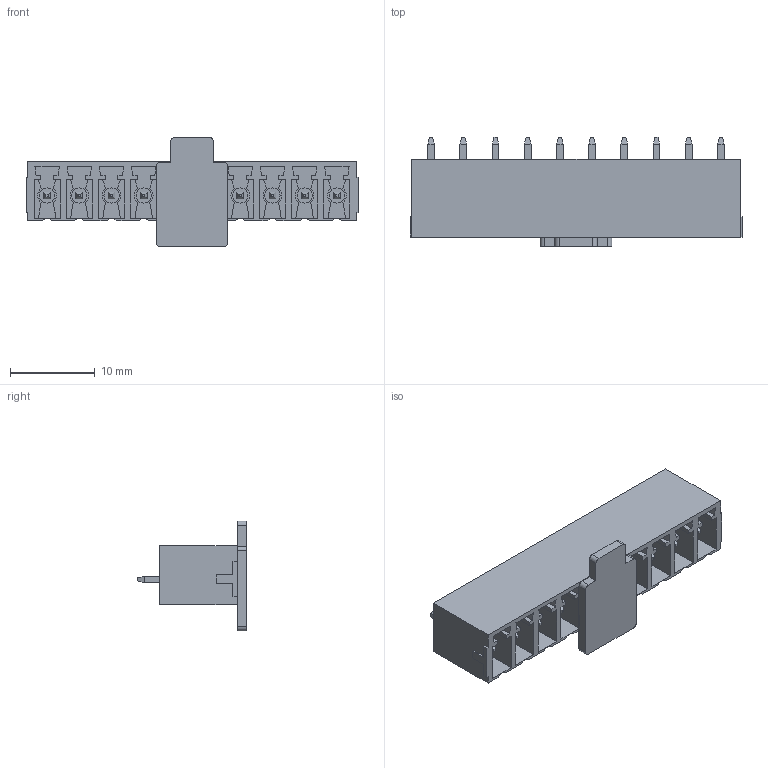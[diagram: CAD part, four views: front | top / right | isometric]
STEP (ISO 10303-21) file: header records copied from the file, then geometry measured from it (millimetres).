
FILE_DESCRIPTION(/* description */ ('Unknown'),/* implementation_level */ '2;1');
FILE_NAME(/* name */ '691701310010B',/* time_stamp */ '2024-12-12T15:05:38+01:00',/* author */ ('Unknown'),/* organization */ ('Unknown'),/* preprocessor_version */ 'ST-DEVELOPER v19.4',/* originating_system */ 'Solid Edge',/* authorisation */ 'Unknown');
FILE_SCHEMA (('AUTOMOTIVE_DESIGN {1 0 10303 214 3 1 1}'));
Length unit declared in the file: millimetre
Products named in the file (4): 6917013100xxB; 691701310010B; 6917013100xxB_Pin; 6917013100xxB_CAP
Assembly tree (12 placements, depth 2):
  6917013100xxB
    691701310010B
    6917013100xxB_Pin  x10
    6917013100xxB_CAP
Bounding box: 39.29 x 12.9 x 13 mm (x, y, z)
Volume: 1426.9 mm3; surface area: 3686.6 mm2
Topology: 12 solids, 12 shells, 732 faces, 2022 edges, 1308 vertices
Faces by surface type: plane 676, cylinder 56
Full cylindrical faces by diameter (mm): 1.25 x10, 1.8 x10
Entity records: 19726 total; most frequent: CARTESIAN_POINT 3493, ORIENTED_EDGE 3460, DIRECTION 3110, EDGE_CURVE 1730, LINE 1588, VECTOR 1588, VERTEX_POINT 1144, AXIS2_PLACEMENT_3D 761
